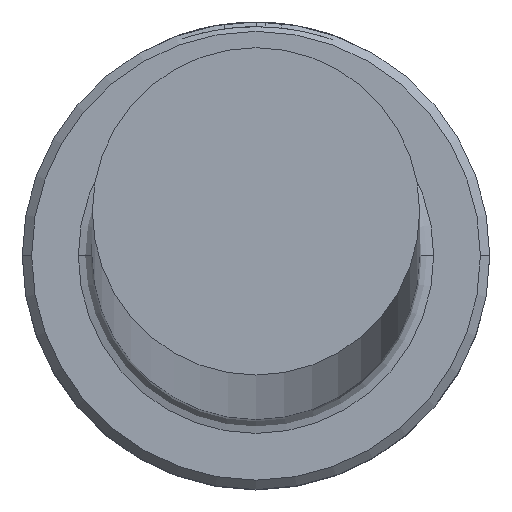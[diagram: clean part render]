
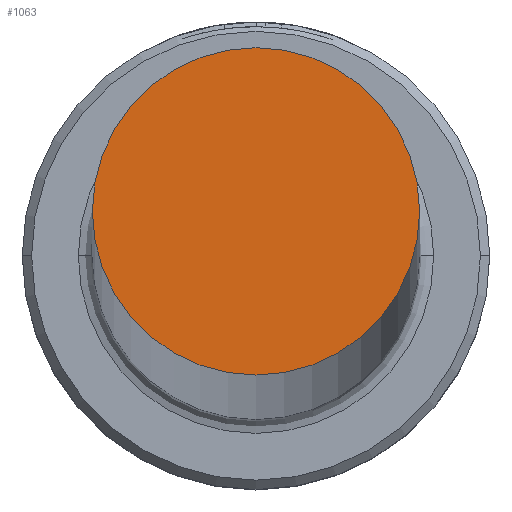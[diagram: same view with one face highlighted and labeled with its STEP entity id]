
A CAD part, top view. The second image highlights one B-rep face of the part: STEP entity #1063.
In plain terms, the highlighted planar face has unit normal (0, 0, 1).
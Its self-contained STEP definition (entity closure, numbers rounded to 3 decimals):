
#17 = DIRECTION ( 'NONE',  ( 1., 0., 0. ) ) ;
#23 = DIRECTION ( 'NONE',  ( 0., 0., 1. ) ) ;
#71 = VERTEX_POINT ( 'NONE', #1061 ) ;
#93 = CARTESIAN_POINT ( 'NONE',  ( 0., 0., 550. ) ) ;
#100 = DIRECTION ( 'NONE',  ( 0., 0., 1. ) ) ;
#114 = FACE_OUTER_BOUND ( 'NONE', #153, .T. ) ;
#153 = EDGE_LOOP ( 'NONE', ( #369, #954 ) ) ;
#369 = ORIENTED_EDGE ( 'NONE', *, *, #451, .T. ) ;
#451 = EDGE_CURVE ( 'NONE', #71, #1146, #717, .T. ) ;
#463 = PLANE ( 'NONE',  #930 ) ;
#521 = EDGE_CURVE ( 'NONE', #1146, #71, #1122, .T. ) ;
#546 = DIRECTION ( 'NONE',  ( 0., 0., 1. ) ) ;
#552 = CARTESIAN_POINT ( 'NONE',  ( 0., 0., 550. ) ) ;
#643 = CARTESIAN_POINT ( 'NONE',  ( 0., 0., 550. ) ) ;
#654 = DIRECTION ( 'NONE',  ( 1., 0., 0. ) ) ;
#717 = CIRCLE ( 'NONE', #784, 3.5 ) ;
#735 = DIRECTION ( 'NONE',  ( 1., 0., 0. ) ) ;
#784 = AXIS2_PLACEMENT_3D ( 'NONE', #643, #100, #735 ) ;
#930 = AXIS2_PLACEMENT_3D ( 'NONE', #93, #546, #17 ) ;
#954 = ORIENTED_EDGE ( 'NONE', *, *, #521, .T. ) ;
#966 = AXIS2_PLACEMENT_3D ( 'NONE', #552, #23, #654 ) ;
#1026 = CARTESIAN_POINT ( 'NONE',  ( 3.5, 0., 550. ) ) ;
#1061 = CARTESIAN_POINT ( 'NONE',  ( -3.5, 0., 550. ) ) ;
#1063 = ADVANCED_FACE ( 'NONE', ( #114 ), #463, .T. ) ;
#1122 = CIRCLE ( 'NONE', #966, 3.5 ) ;
#1146 = VERTEX_POINT ( 'NONE', #1026 ) ;
